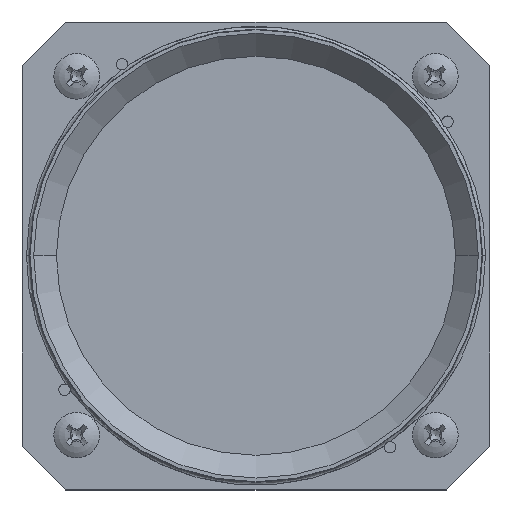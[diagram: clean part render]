
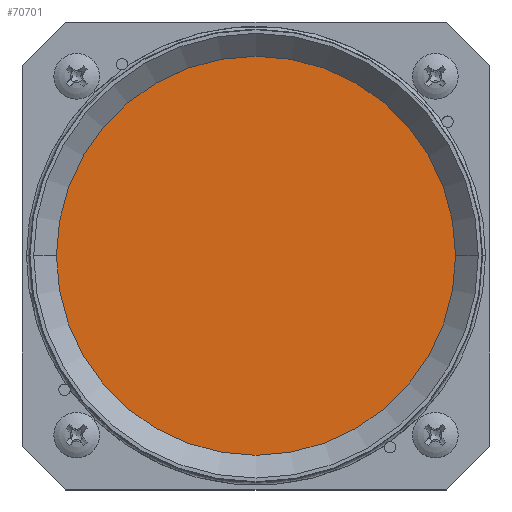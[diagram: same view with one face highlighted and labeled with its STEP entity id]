
A CAD part, top view. The second image highlights one B-rep face of the part: STEP entity #70701.
In plain terms, the highlighted planar face has unit normal (0, 0, 1).
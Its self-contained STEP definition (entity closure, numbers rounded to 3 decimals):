
#70673 = VERTEX_POINT('',#70674);
#70674 = CARTESIAN_POINT('',(37.978,0.,0.));
#70690 = EDGE_CURVE('',#70673,#70673,#70691,.T.);
#70691 = CIRCLE('',#70692,37.978);
#70692 = AXIS2_PLACEMENT_3D('',#70693,#70694,#70695);
#70693 = CARTESIAN_POINT('',(0.,0.,0.));
#70694 = DIRECTION('',(0.,0.,1.));
#70695 = DIRECTION('',(1.,0.,0.));
#70701 = ADVANCED_FACE('',(#70702),#70705,.T.);
#70702 = FACE_BOUND('',#70703,.T.);
#70703 = EDGE_LOOP('',(#70704));
#70704 = ORIENTED_EDGE('',*,*,#70690,.T.);
#70705 = PLANE('',#70706);
#70706 = AXIS2_PLACEMENT_3D('',#70707,#70708,#70709);
#70707 = CARTESIAN_POINT('',(0.,0.,0.));
#70708 = DIRECTION('',(0.,0.,1.));
#70709 = DIRECTION('',(1.,0.,0.));
